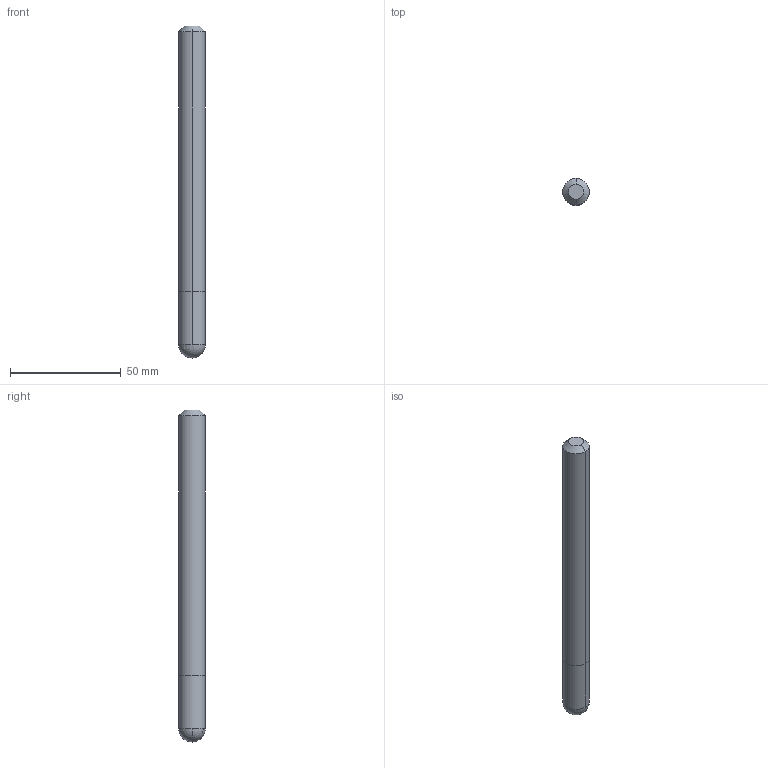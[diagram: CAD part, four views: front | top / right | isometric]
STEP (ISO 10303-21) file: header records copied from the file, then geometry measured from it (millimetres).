
FILE_DESCRIPTION(('STEP AP214'),'1');
FILE_NAME('607909447-000-00-E43.stp','2023-02-16T11:28:18',(' '),(' '),'Spatial InterOp 3D',' ',' ');
FILE_SCHEMA(('AUTOMOTIVE_DESIGN { 1 0 10303 214 1 1 1 1 }'));
Length unit declared in the file: millimetre
Products named in the file (1): 1
Bounding box: 12 x 12 x 150 mm (x, y, z)
Volume: 16629.4 mm3; surface area: 5927.9 mm2
Topology: 2 solids, 2 shells, 11 faces, 25 edges, 16 vertices
Faces by surface type: cylinder 4, plane 3, sphere 2, cone 2
Entity records: 417 total; most frequent: DIRECTION 64, CARTESIAN_POINT 50, ORIENTED_EDGE 38, AXIS2_PLACEMENT_3D 30, EDGE_CURVE 19, STYLED_ITEM 13, PRESENTATION_STYLE_ASSIGNMENT 13, COLOUR_RGB 13
